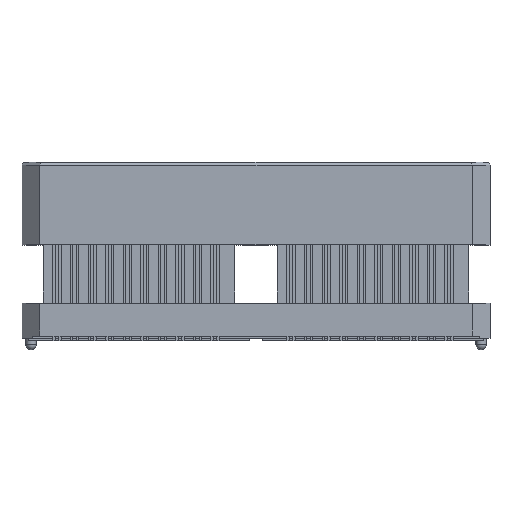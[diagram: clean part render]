
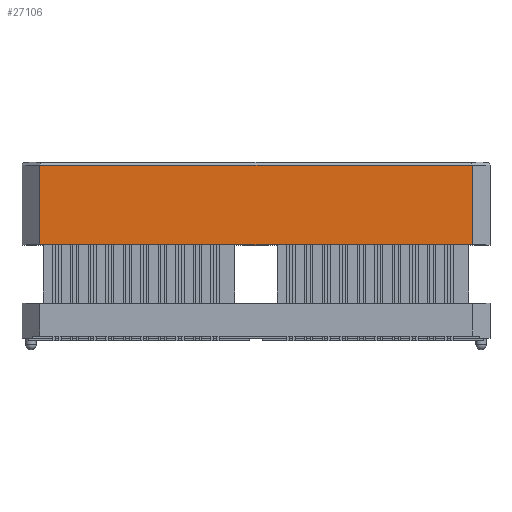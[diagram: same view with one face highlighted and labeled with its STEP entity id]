
A CAD part, top view. The second image highlights one B-rep face of the part: STEP entity #27106.
In plain terms, the highlighted face is planar.
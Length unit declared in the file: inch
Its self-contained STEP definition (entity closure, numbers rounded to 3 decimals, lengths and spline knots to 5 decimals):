
#5285=ORIENTED_EDGE('',*,*,#10615,.F.);
#5286=ORIENTED_EDGE('',*,*,#10609,.F.);
#5287=ORIENTED_EDGE('',*,*,#10616,.F.);
#5288=ORIENTED_EDGE('',*,*,#10613,.T.);
#10609=EDGE_CURVE('',#13698,#13697,#17067,.T.);
#10613=EDGE_CURVE('',#13700,#13699,#17071,.T.);
#10615=EDGE_CURVE('',#13697,#13699,#17073,.T.);
#10616=EDGE_CURVE('',#13700,#13698,#17074,.T.);
#13697=VERTEX_POINT('',#40866);
#13698=VERTEX_POINT('',#40868);
#13699=VERTEX_POINT('',#40875);
#13700=VERTEX_POINT('',#40877);
#17067=LINE('',#40869,#20907);
#17071=LINE('',#40876,#20911);
#17073=LINE('',#40880,#20913);
#17074=LINE('',#40881,#20914);
#20907=VECTOR('',#33420,39.37008);
#20911=VECTOR('',#33428,39.37008);
#20913=VECTOR('',#33432,39.37008);
#20914=VECTOR('',#33433,39.37008);
#23150=EDGE_LOOP('',(#5285,#5286,#5287,#5288));
#24492=FACE_BOUND('',#23150,.T.);
#25780=PLANE('',#28578);
#27106=ADVANCED_FACE('',(#24492),#25780,.F.);
#28578=AXIS2_PLACEMENT_3D('',#40879,#33430,#33431);
#33420=DIRECTION('',(0.,-1.,0.));
#33428=DIRECTION('',(0.,-1.,0.));
#33430=DIRECTION('',(0.,0.,1.));
#33431=DIRECTION('',(1.,0.,0.));
#33432=DIRECTION('',(1.,0.,0.));
#33433=DIRECTION('',(-1.,0.,0.));
#40866=CARTESIAN_POINT('',(-0.7275,0.3141,-0.1175));
#40868=CARTESIAN_POINT('',(-0.7275,0.5821,-0.1175));
#40869=CARTESIAN_POINT('',(-0.7275,0.5821,-0.1175));
#40875=CARTESIAN_POINT('',(0.7275,0.3141,-0.1175));
#40876=CARTESIAN_POINT('',(0.7275,0.5821,-0.1175));
#40877=CARTESIAN_POINT('',(0.7275,0.5821,-0.1175));
#40879=CARTESIAN_POINT('',(0.7275,0.5821,-0.1175));
#40880=CARTESIAN_POINT('',(0.7275,0.3141,-0.1175));
#40881=CARTESIAN_POINT('',(0.7275,0.5821,-0.1175));
